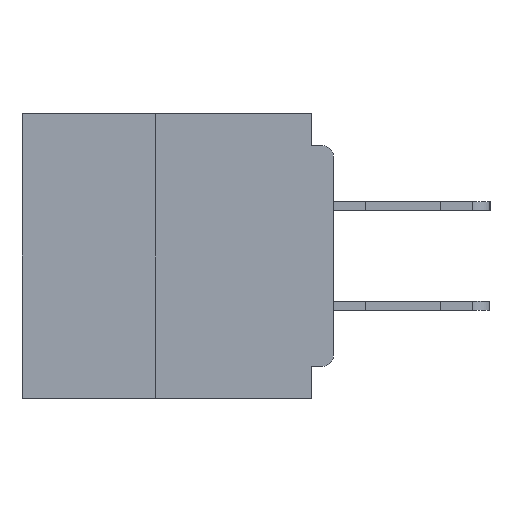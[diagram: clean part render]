
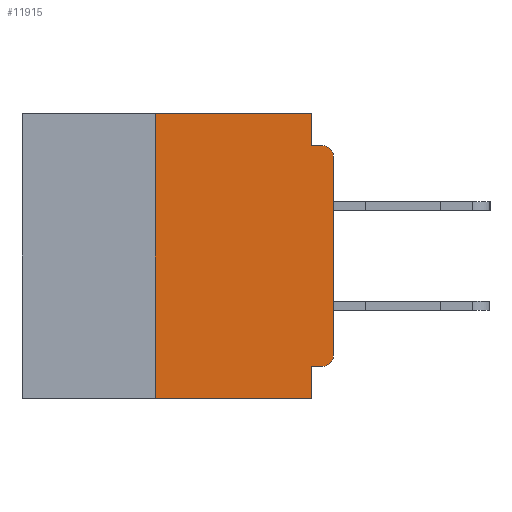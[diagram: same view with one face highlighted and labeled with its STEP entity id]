
A CAD part, left-side view. The second image highlights one B-rep face of the part: STEP entity #11915.
In plain terms, the highlighted planar face has unit normal (-1, 0, 0).
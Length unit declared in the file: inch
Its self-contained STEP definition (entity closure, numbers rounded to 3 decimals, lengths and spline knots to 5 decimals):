
#50 = LINE ( 'NONE', #49219, #51883 ) ;
#526 = CIRCLE ( 'NONE', #23262, 0.015 ) ;
#569 = VERTEX_POINT ( 'NONE', #16147 ) ;
#764 = ORIENTED_EDGE ( 'NONE', *, *, #9423, .T. ) ;
#1046 = EDGE_CURVE ( 'NONE', #569, #30177, #50, .T. ) ;
#1095 = CIRCLE ( 'NONE', #21758, 0.015 ) ;
#2588 = CARTESIAN_POINT ( 'NONE',  ( 0., 0.437, 0. ) ) ;
#3212 = EDGE_CURVE ( 'NONE', #20512, #32798, #526, .T. ) ;
#3775 = DIRECTION ( 'NONE',  ( 0., -1., 0. ) ) ;
#3953 = VECTOR ( 'NONE', #34300, 39.37008 ) ;
#4985 = VECTOR ( 'NONE', #3775, 39.37008 ) ;
#5503 = CARTESIAN_POINT ( 'NONE',  ( 0., 0.437, 0. ) ) ;
#6114 = ORIENTED_EDGE ( 'NONE', *, *, #14220, .F. ) ;
#6904 = AXIS2_PLACEMENT_3D ( 'NONE', #2588, #10809, #39587 ) ;
#8865 = EDGE_CURVE ( 'NONE', #52428, #30929, #15934, .T. ) ;
#8883 = VERTEX_POINT ( 'NONE', #52950 ) ;
#9423 = EDGE_CURVE ( 'NONE', #8883, #30929, #1095, .T. ) ;
#10556 = EDGE_LOOP ( 'NONE', ( #32736, #764, #26316, #50436, #45544, #23572, #14357, #6114, #51240, #36154 ) ) ;
#10663 = DIRECTION ( 'NONE',  ( 0., 1., 0. ) ) ;
#10684 = VECTOR ( 'NONE', #43184, 39.37008 ) ;
#10809 = DIRECTION ( 'NONE',  ( 1., 0., 0. ) ) ;
#11915 = ADVANCED_FACE ( 'NONE', ( #30855 ), #43508, .F. ) ;
#13015 = LINE ( 'NONE', #46672, #44514 ) ;
#13485 = CARTESIAN_POINT ( 'NONE',  ( 0., 0., -0.34 ) ) ;
#13505 = VECTOR ( 'NONE', #20667, 39.37008 ) ;
#14220 = EDGE_CURVE ( 'NONE', #41831, #30177, #51658, .T. ) ;
#14357 = ORIENTED_EDGE ( 'NONE', *, *, #1046, .T. ) ;
#14854 = CARTESIAN_POINT ( 'NONE',  ( 0., 0., -0.355 ) ) ;
#15610 = CARTESIAN_POINT ( 'NONE',  ( 0., 0.015, -0.06 ) ) ;
#15934 = LINE ( 'NONE', #52770, #4985 ) ;
#16142 = LINE ( 'NONE', #44952, #13505 ) ;
#16147 = CARTESIAN_POINT ( 'NONE',  ( 0., 0.25, -0.4 ) ) ;
#17164 = VERTEX_POINT ( 'NONE', #19674 ) ;
#18041 = CARTESIAN_POINT ( 'NONE',  ( 0., 0.031, -0.4 ) ) ;
#19155 = EDGE_CURVE ( 'NONE', #32798, #8883, #46436, .T. ) ;
#19331 = EDGE_CURVE ( 'NONE', #17164, #52428, #13015, .T. ) ;
#19674 = CARTESIAN_POINT ( 'NONE',  ( 0., 0.031, 0. ) ) ;
#19825 = DIRECTION ( 'NONE',  ( 0., 0., -1. ) ) ;
#20512 = VERTEX_POINT ( 'NONE', #22320 ) ;
#20667 = DIRECTION ( 'NONE',  ( 0., 0., 1. ) ) ;
#20671 = EDGE_CURVE ( 'NONE', #20512, #41831, #46353, .T. ) ;
#21020 = CARTESIAN_POINT ( 'NONE',  ( 0., 0., 0. ) ) ;
#21758 = AXIS2_PLACEMENT_3D ( 'NONE', #15610, #44269, #19825 ) ;
#22320 = CARTESIAN_POINT ( 'NONE',  ( 0., 0.015, -0.355 ) ) ;
#23262 = AXIS2_PLACEMENT_3D ( 'NONE', #39792, #39505, #39277 ) ;
#23572 = ORIENTED_EDGE ( 'NONE', *, *, #42145, .F. ) ;
#24204 = CARTESIAN_POINT ( 'NONE',  ( 0., 0.25, 0. ) ) ;
#24673 = VECTOR ( 'NONE', #10663, 39.37008 ) ;
#25145 = DIRECTION ( 'NONE',  ( 0., 0., 1. ) ) ;
#25811 = DIRECTION ( 'NONE',  ( 0., -1., 0. ) ) ;
#26316 = ORIENTED_EDGE ( 'NONE', *, *, #8865, .F. ) ;
#28788 = EDGE_CURVE ( 'NONE', #37385, #17164, #35456, .T. ) ;
#29912 = CARTESIAN_POINT ( 'NONE',  ( 0., 0.015, -0.045 ) ) ;
#30177 = VERTEX_POINT ( 'NONE', #18041 ) ;
#30855 = FACE_OUTER_BOUND ( 'NONE', #10556, .T. ) ;
#30929 = VERTEX_POINT ( 'NONE', #29912 ) ;
#32736 = ORIENTED_EDGE ( 'NONE', *, *, #19155, .T. ) ;
#32798 = VERTEX_POINT ( 'NONE', #13485 ) ;
#33062 = VECTOR ( 'NONE', #25145, 39.37008 ) ;
#34300 = DIRECTION ( 'NONE',  ( 0., -1., 0. ) ) ;
#35158 = CARTESIAN_POINT ( 'NONE',  ( 0., 0.031, -0.4 ) ) ;
#35456 = LINE ( 'NONE', #5503, #3953 ) ;
#36154 = ORIENTED_EDGE ( 'NONE', *, *, #3212, .T. ) ;
#37385 = VERTEX_POINT ( 'NONE', #24204 ) ;
#39277 = DIRECTION ( 'NONE',  ( 0., 0., -1. ) ) ;
#39505 = DIRECTION ( 'NONE',  ( -1., 0., 0. ) ) ;
#39587 = DIRECTION ( 'NONE',  ( 0., 0., -1. ) ) ;
#39792 = CARTESIAN_POINT ( 'NONE',  ( 0., 0.015, -0.34 ) ) ;
#41831 = VERTEX_POINT ( 'NONE', #51266 ) ;
#42145 = EDGE_CURVE ( 'NONE', #569, #37385, #16142, .T. ) ;
#43184 = DIRECTION ( 'NONE',  ( 0., 0., -1. ) ) ;
#43508 = PLANE ( 'NONE',  #6904 ) ;
#44269 = DIRECTION ( 'NONE',  ( -1., 0., 0. ) ) ;
#44514 = VECTOR ( 'NONE', #50714, 39.37008 ) ;
#44952 = CARTESIAN_POINT ( 'NONE',  ( 0., 0.25, -0.4 ) ) ;
#45544 = ORIENTED_EDGE ( 'NONE', *, *, #28788, .F. ) ;
#46353 = LINE ( 'NONE', #14854, #24673 ) ;
#46436 = LINE ( 'NONE', #21020, #33062 ) ;
#46672 = CARTESIAN_POINT ( 'NONE',  ( 0., 0.031, 0. ) ) ;
#47672 = CARTESIAN_POINT ( 'NONE',  ( 0., 0.031, -0.045 ) ) ;
#49219 = CARTESIAN_POINT ( 'NONE',  ( 0., 0.437, -0.4 ) ) ;
#50436 = ORIENTED_EDGE ( 'NONE', *, *, #19331, .F. ) ;
#50714 = DIRECTION ( 'NONE',  ( 0., 0., -1. ) ) ;
#51240 = ORIENTED_EDGE ( 'NONE', *, *, #20671, .F. ) ;
#51266 = CARTESIAN_POINT ( 'NONE',  ( 0., 0.031, -0.355 ) ) ;
#51658 = LINE ( 'NONE', #35158, #10684 ) ;
#51883 = VECTOR ( 'NONE', #25811, 39.37008 ) ;
#52428 = VERTEX_POINT ( 'NONE', #47672 ) ;
#52770 = CARTESIAN_POINT ( 'NONE',  ( 0., 0., -0.045 ) ) ;
#52950 = CARTESIAN_POINT ( 'NONE',  ( 0., 0., -0.06 ) ) ;
